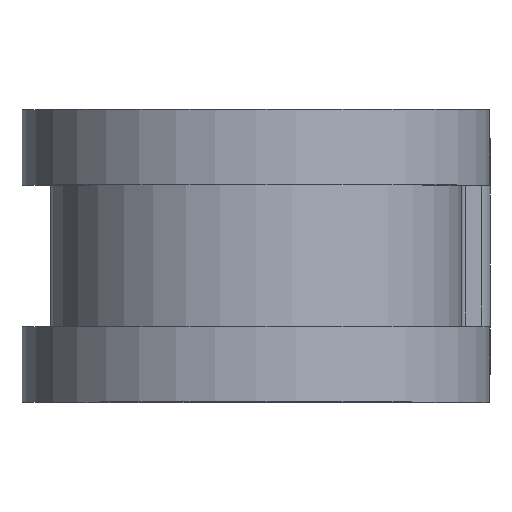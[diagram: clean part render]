
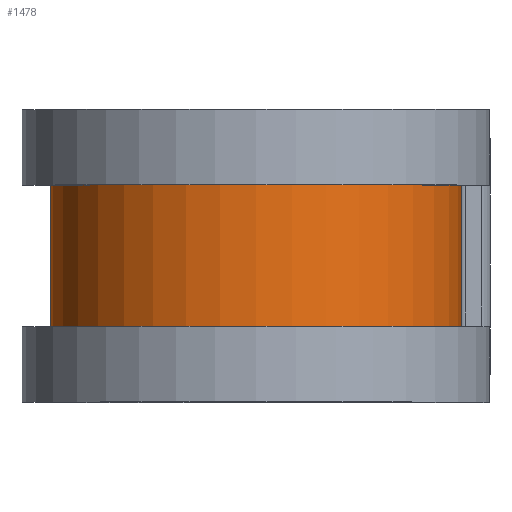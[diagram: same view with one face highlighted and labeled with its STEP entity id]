
A CAD part, top view. The second image highlights one B-rep face of the part: STEP entity #1478.
In plain terms, the highlighted cylindrical face has radius 11.062 mm (diameter 22.123 mm), a partial arc.
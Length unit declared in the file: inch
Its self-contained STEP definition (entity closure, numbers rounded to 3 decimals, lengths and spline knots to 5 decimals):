
#42 = LINE ( 'NONE', #1109, #430 ) ;
#112 = DIRECTION ( 'NONE',  ( 0., -1., 0. ) ) ;
#118 = CIRCLE ( 'NONE', #775, 0.4355 ) ;
#121 = CARTESIAN_POINT ( 'NONE',  ( 0., 0.15, 0. ) ) ;
#129 = DIRECTION ( 'NONE',  ( 0., -1., 0. ) ) ;
#204 = DIRECTION ( 'NONE',  ( 0., -1., 0. ) ) ;
#206 = AXIS2_PLACEMENT_3D ( 'NONE', #1054, #204, #491 ) ;
#265 = DIRECTION ( 'NONE',  ( 0., 0., -1. ) ) ;
#338 = EDGE_CURVE ( 'NONE', #1178, #787, #42, .T. ) ;
#398 = ORIENTED_EDGE ( 'NONE', *, *, #1250, .T. ) ;
#430 = VECTOR ( 'NONE', #129, 39.37008 ) ;
#491 = DIRECTION ( 'NONE',  ( 0., 0., -1. ) ) ;
#517 = EDGE_CURVE ( 'NONE', #741, #1539, #558, .T. ) ;
#538 = CARTESIAN_POINT ( 'NONE',  ( 0., 0.15, -0.4355 ) ) ;
#558 = LINE ( 'NONE', #1661, #601 ) ;
#598 = ORIENTED_EDGE ( 'NONE', *, *, #1759, .F. ) ;
#601 = VECTOR ( 'NONE', #883, 39.37008 ) ;
#741 = VERTEX_POINT ( 'NONE', #1580 ) ;
#747 = CIRCLE ( 'NONE', #837, 0.4355 ) ;
#775 = AXIS2_PLACEMENT_3D ( 'NONE', #963, #112, #1101 ) ;
#787 = VERTEX_POINT ( 'NONE', #1070 ) ;
#812 = ORIENTED_EDGE ( 'NONE', *, *, #338, .T. ) ;
#837 = AXIS2_PLACEMENT_3D ( 'NONE', #121, #1105, #265 ) ;
#883 = DIRECTION ( 'NONE',  ( 0., -1., 0. ) ) ;
#896 = ORIENTED_EDGE ( 'NONE', *, *, #517, .F. ) ;
#925 = EDGE_LOOP ( 'NONE', ( #896, #398, #812, #598 ) ) ;
#926 = CARTESIAN_POINT ( 'NONE',  ( 0.4355, -0.15, 0. ) ) ;
#963 = CARTESIAN_POINT ( 'NONE',  ( 0., -0.15, 0. ) ) ;
#1054 = CARTESIAN_POINT ( 'NONE',  ( 0., 0.25, 0. ) ) ;
#1070 = CARTESIAN_POINT ( 'NONE',  ( 0., -0.15, -0.4355 ) ) ;
#1101 = DIRECTION ( 'NONE',  ( 0., 0., -1. ) ) ;
#1105 = DIRECTION ( 'NONE',  ( 0., -1., 0. ) ) ;
#1109 = CARTESIAN_POINT ( 'NONE',  ( 0., 0.25, -0.4355 ) ) ;
#1178 = VERTEX_POINT ( 'NONE', #538 ) ;
#1250 = EDGE_CURVE ( 'NONE', #741, #1178, #747, .T. ) ;
#1478 = ADVANCED_FACE ( 'NONE', ( #1598 ), #1558, .T. ) ;
#1539 = VERTEX_POINT ( 'NONE', #926 ) ;
#1558 = CYLINDRICAL_SURFACE ( 'NONE', #206, 0.4355 ) ;
#1580 = CARTESIAN_POINT ( 'NONE',  ( 0.4355, 0.15, 0. ) ) ;
#1598 = FACE_OUTER_BOUND ( 'NONE', #925, .T. ) ;
#1661 = CARTESIAN_POINT ( 'NONE',  ( 0.4355, 0.25, 0. ) ) ;
#1759 = EDGE_CURVE ( 'NONE', #1539, #787, #118, .T. ) ;
